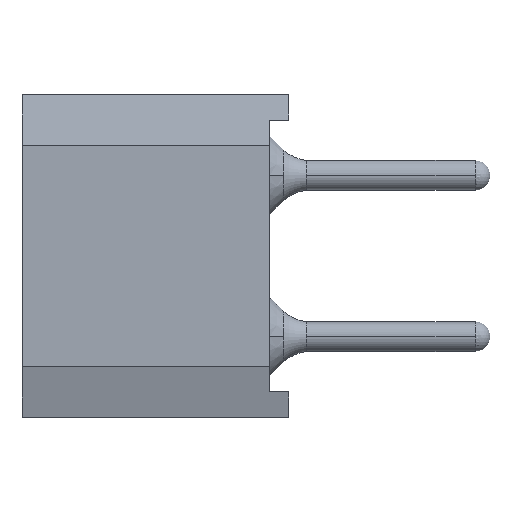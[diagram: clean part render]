
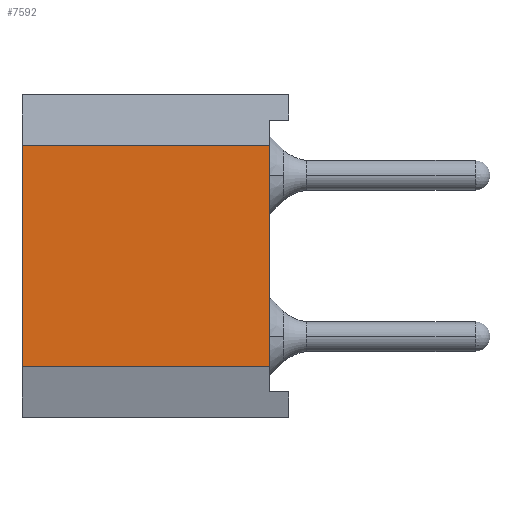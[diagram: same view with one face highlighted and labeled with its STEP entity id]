
A CAD part, left-side view. The second image highlights one B-rep face of the part: STEP entity #7592.
In plain terms, the highlighted planar face has unit normal (-1, 0, 0).
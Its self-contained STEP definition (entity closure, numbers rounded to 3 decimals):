
#4654=VERTEX_POINT('',#12454);
#5184=EDGE_CURVE('',#6794,#8904,#13030,.T.);
#5628=EDGE_CURVE('',#8904,#4654,#13530,.T.);
#6794=VERTEX_POINT('',#14841);
#7592=ADVANCED_FACE('',(#15725),#15726,.T.);
#8904=VERTEX_POINT('',#17223);
#9554=EDGE_CURVE('',#9804,#4654,#17950,.T.);
#9804=VERTEX_POINT('',#18223);
#11070=EDGE_CURVE('',#9804,#6794,#19617,.T.);
#12454=CARTESIAN_POINT('',(-12.7,4.2,-1.74));
#13030=LINE('',#22107,#22108);
#13530=LINE('',#22763,#22764);
#14841=CARTESIAN_POINT('',(-12.7,0.3,1.74));
#15725=FACE_OUTER_BOUND('',#25702,.T.);
#15726=PLANE('',#25703);
#17223=CARTESIAN_POINT('',(-12.7,4.2,1.74));
#17950=LINE('',#28622,#28623);
#18223=CARTESIAN_POINT('',(-12.7,0.3,-1.74));
#19617=LINE('',#30861,#30862);
#22107=CARTESIAN_POINT('',(-12.7,0.,1.74));
#22108=VECTOR('',#33360,1.0);
#22763=CARTESIAN_POINT('',(-12.7,4.2,1.74));
#22764=VECTOR('',#33971,1.0);
#25702=EDGE_LOOP('',(#36768,#36769,#36770,#36771));
#25703=AXIS2_PLACEMENT_3D('',#36772,#36773,#36774);
#28622=CARTESIAN_POINT('',(-12.7,0.,-1.74));
#28623=VECTOR('',#39754,1.0);
#30861=CARTESIAN_POINT('',(-12.7,0.3,0.87));
#30862=VECTOR('',#41689,1.0);
#33360=DIRECTION('',(0.0,1.0,0.));
#33971=DIRECTION('',(0.0,0.,-1.0));
#36768=ORIENTED_EDGE('',*,*,#11070,.T.);
#36769=ORIENTED_EDGE('',*,*,#5184,.T.);
#36770=ORIENTED_EDGE('',*,*,#5628,.T.);
#36771=ORIENTED_EDGE('',*,*,#9554,.F.);
#36772=CARTESIAN_POINT('',(-12.7,0.,1.74));
#36773=DIRECTION('',(-1.0,0.0,0.0));
#36774=DIRECTION('',(0.0,0.0,1.0));
#39754=DIRECTION('',(0.0,1.0,0.));
#41689=DIRECTION('',(0.0,0.0,1.0));
